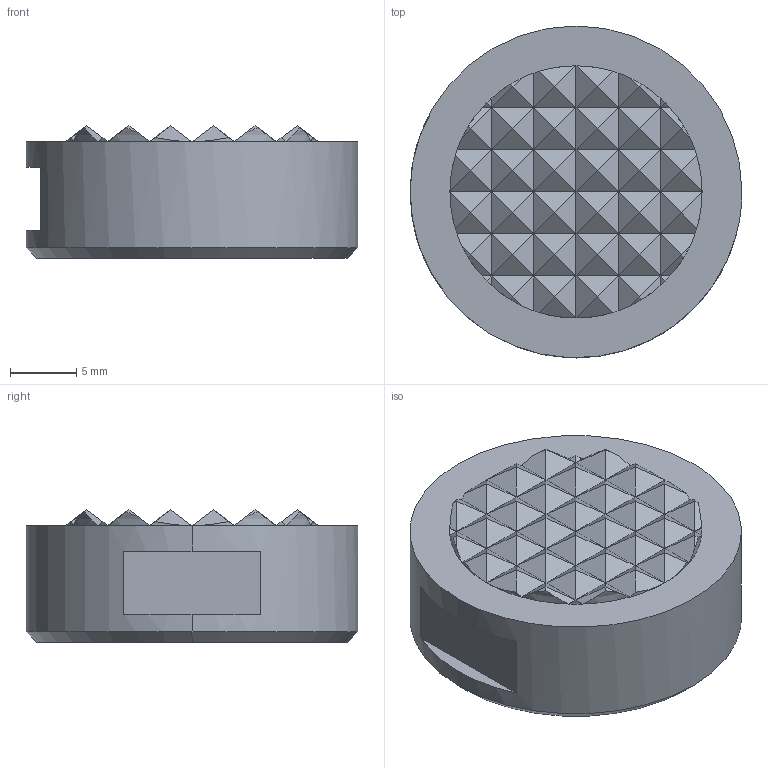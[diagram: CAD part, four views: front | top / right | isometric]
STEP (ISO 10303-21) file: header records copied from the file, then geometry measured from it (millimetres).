
FILE_DESCRIPTION(('STEP AP214'),'1');
FILE_NAME(' ',' ',('TraceParts'),('TraceParts S.A.'),'XStep 1.0',' ',' ');
FILE_SCHEMA(('automotive_design'));
Length unit declared in the file: millimetre
Products named in the file (1): 1
Bounding box: 25 x 25 x 10 mm (x, y, z)
Volume: 4246.3 mm3; surface area: 1840.3 mm2
Topology: 1 solids, 1 shells, 170 faces, 292 edges, 126 vertices
Faces by surface type: plane 142, cylinder 24, cone 4
Entity records: 7229 total; most frequent: DIRECTION 721, STYLED_ITEM 589, PRESENTATION_STYLE_ASSIGNMENT 589, CARTESIAN_POINT 589, COLOUR_RGB 589, ORIENTED_EDGE 584, EDGE_CURVE 292, CURVE_STYLE 292
